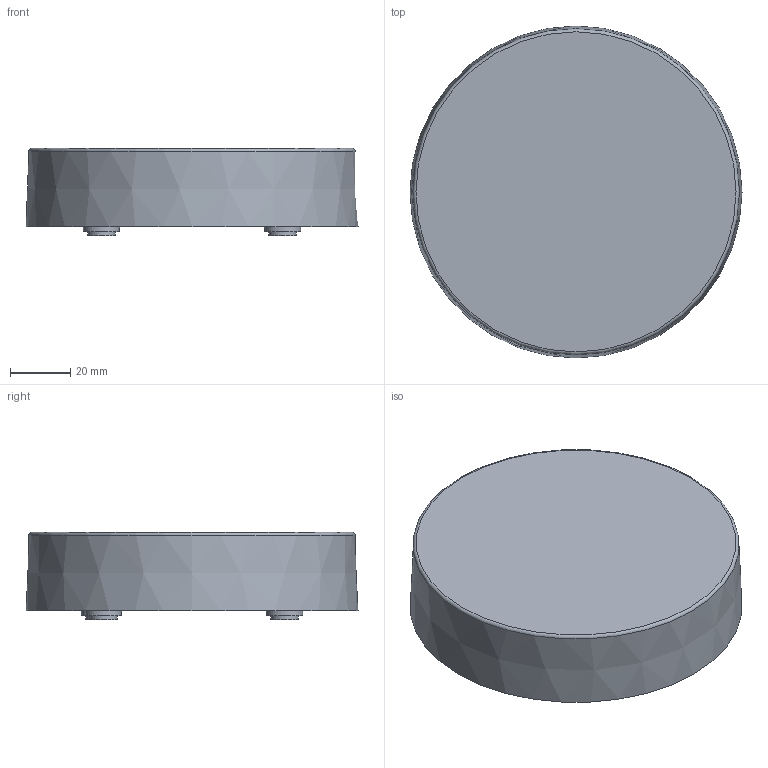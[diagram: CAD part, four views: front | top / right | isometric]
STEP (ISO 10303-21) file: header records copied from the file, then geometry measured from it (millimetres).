
FILE_DESCRIPTION(/* description */ (''),/* implementation_level */ '2;1');
FILE_NAME(/* name */ 'WiFi Coconut.step',/* time_stamp */ '2022-09-17T10:28:28-04:00',/* author */ (''),/* organization */ (''),/* preprocessor_version */ 'ST-DEVELOPER v19',/* originating_system */ 'Autodesk Translation Framework v11.7.0.108',/* authorisation */ '');
FILE_SCHEMA (('AUTOMOTIVE_DESIGN { 1 0 10303 214 3 1 1 }'));
Length unit declared in the file: millimetre
Products named in the file (1): Coconut Mk1 Mockup
Bounding box: 110 x 110 x 28.9 mm (x, y, z)
Volume: 243609.4 mm3; surface area: 27828.9 mm2
Topology: 1 solids, 1 shells, 20 faces, 30 edges, 20 vertices
Faces by surface type: plane 10, cylinder 8, torus 1, cone 1
Full cylindrical faces by diameter (mm): 9 x4, 12 x4
Entity records: 488 total; most frequent: DIRECTION 93, CARTESIAN_POINT 71, ORIENTED_EDGE 60, AXIS2_PLACEMENT_3D 42, EDGE_CURVE 30, EDGE_LOOP 28, CIRCLE 21, FACE_OUTER_BOUND 20
